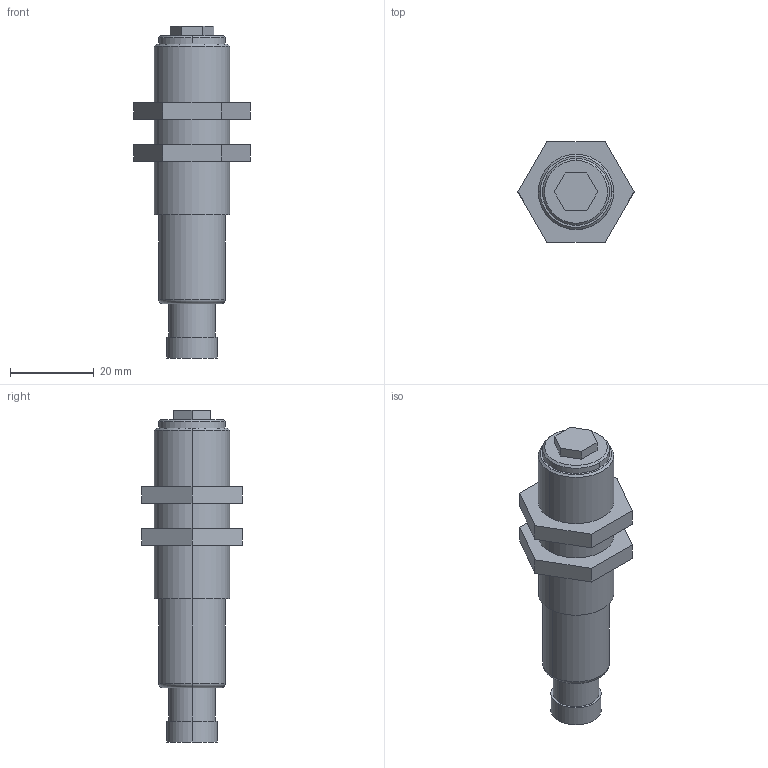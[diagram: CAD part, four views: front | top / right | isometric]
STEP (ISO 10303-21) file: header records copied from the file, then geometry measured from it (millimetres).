
FILE_DESCRIPTION((''),'2;1');
FILE_NAME('VS18_S_F400374A','2006-09-19T',('Pepperl+Fuchs'),('Industriehansa'),'PRO/ENGINEER BY PARAMETRIC TECHNOLOGY CORPORATION, 2005290','PRO/ENGINEER BY PARAMETRIC TECHNOLOGY CORPORATION, 2005290','');
FILE_SCHEMA(('AUTOMOTIVE_DESIGN_CC2 { 1 2 10303 214 -1 1 5 2 }'));
Length unit declared in the file: millimetre
Products named in the file (1): VS18_S_F400374A
Bounding box: 27.71 x 24 x 79.3 mm (x, y, z)
Volume: 18465.4 mm3; surface area: 5691.3 mm2
Topology: 1 solids, 1 shells, 49 faces, 120 edges, 91 vertices
Faces by surface type: plane 29, cylinder 14, cone 4, torus 2
Entity records: 1947 total; most frequent: DIRECTION 256, CARTESIAN_POINT 240, ORIENTED_EDGE 216, PRESENTATION_STYLE_ASSIGNMENT 136, STYLED_ITEM 130, CURVE_STYLE 124, EDGE_CURVE 108, AXIS2_PLACEMENT_3D 86
